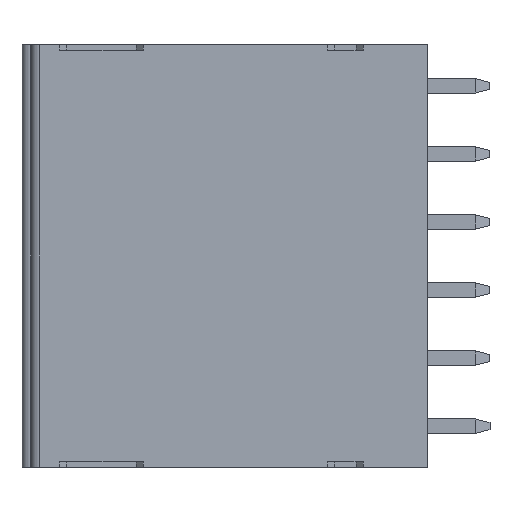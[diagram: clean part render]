
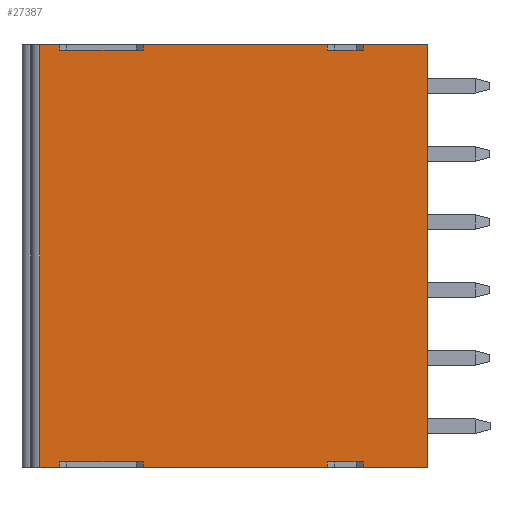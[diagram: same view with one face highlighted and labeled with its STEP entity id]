
A CAD part, front view. The second image highlights one B-rep face of the part: STEP entity #27387.
In plain terms, the highlighted planar face has unit normal (0, -1, 0).
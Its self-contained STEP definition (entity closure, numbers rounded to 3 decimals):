
#8305=DIRECTION('',(0.,0.,-1.));
#8306=VECTOR('',#8305,23.65);
#8307=CARTESIAN_POINT('',(-21.694,0.,-89.343));
#8308=LINE('',#8307,#8306);
#8313=DIRECTION('',(0.,0.,-1.));
#8314=VECTOR('',#8313,23.65);
#8315=CARTESIAN_POINT('',(0.006,0.,-89.343));
#8316=LINE('',#8315,#8314);
#8317=DIRECTION('',(-1.,0.,0.));
#8318=VECTOR('',#8317,3.6);
#8319=CARTESIAN_POINT('',(0.006,0.,
-112.993));
#8320=LINE('',#8319,#8318);
#8321=DIRECTION('',(0.,0.,1.));
#8322=VECTOR('',#8321,0.3);
#8323=CARTESIAN_POINT('',(-3.594,0.,
-112.993));
#8324=LINE('',#8323,#8322);
#8325=DIRECTION('',(-1.,0.,0.));
#8326=VECTOR('',#8325,10.3);
#8327=CARTESIAN_POINT('',(-5.594,0.,
-112.993));
#8328=LINE('',#8327,#8326);
#8329=DIRECTION('',(0.,0.,1.));
#8330=VECTOR('',#8329,0.3);
#8331=CARTESIAN_POINT('',(-15.894,0.,
-112.993));
#8332=LINE('',#8331,#8330);
#8333=DIRECTION('',(0.,0.,-1.));
#8334=VECTOR('',#8333,0.3);
#8335=CARTESIAN_POINT('',(-20.594,0.,
-112.693));
#8336=LINE('',#8335,#8334);
#8337=DIRECTION('',(-1.,0.,0.));
#8338=VECTOR('',#8337,1.1);
#8339=CARTESIAN_POINT('',(-20.594,0.,
-112.993));
#8340=LINE('',#8339,#8338);
#8341=DIRECTION('',(1.,0.,0.));
#8342=VECTOR('',#8341,1.1);
#8343=CARTESIAN_POINT('',(-21.694,0.,-89.343));
#8344=LINE('',#8343,#8342);
#8345=DIRECTION('',(1.,0.,0.));
#8346=VECTOR('',#8345,4.7);
#8347=CARTESIAN_POINT('',(-20.594,0.,
-89.643));
#8348=LINE('',#8347,#8346);
#8349=DIRECTION('',(1.,0.,0.));
#8350=VECTOR('',#8349,10.3);
#8351=CARTESIAN_POINT('',(-15.894,0.,-89.343));
#8352=LINE('',#8351,#8350);
#8353=DIRECTION('',(0.,0.,-1.));
#8354=VECTOR('',#8353,0.3);
#8355=CARTESIAN_POINT('',(-5.594,0.,-89.343));
#8356=LINE('',#8355,#8354);
#8357=DIRECTION('',(1.,0.,0.));
#8358=VECTOR('',#8357,2.);
#8359=CARTESIAN_POINT('',(-5.594,0.,
-89.643));
#8360=LINE('',#8359,#8358);
#8361=DIRECTION('',(1.,0.,0.));
#8362=VECTOR('',#8361,3.6);
#8363=CARTESIAN_POINT('',(-3.594,0.,
-89.343));
#8364=LINE('',#8363,#8362);
#8416=DIRECTION('',(0.,0.,1.));
#8417=VECTOR('',#8416,0.3);
#8418=CARTESIAN_POINT('',(-5.594,0.,
-112.993));
#8419=LINE('',#8418,#8417);
#8428=DIRECTION('',(1.,0.,0.));
#8429=VECTOR('',#8428,2.);
#8430=CARTESIAN_POINT('',(-5.594,0.,
-112.693));
#8431=LINE('',#8430,#8429);
#8452=DIRECTION('',(1.,0.,0.));
#8453=VECTOR('',#8452,4.7);
#8454=CARTESIAN_POINT('',(-20.594,0.,
-112.693));
#8455=LINE('',#8454,#8453);
#8515=DIRECTION('',(0.,0.,-1.));
#8516=VECTOR('',#8515,0.3);
#8517=CARTESIAN_POINT('',(-15.894,0.,-89.343));
#8518=LINE('',#8517,#8516);
#8531=DIRECTION('',(0.,0.,1.));
#8532=VECTOR('',#8531,0.3);
#8533=CARTESIAN_POINT('',(-20.594,0.,
-89.643));
#8534=LINE('',#8533,#8532);
#8547=DIRECTION('',(0.,0.,-1.));
#8548=VECTOR('',#8547,0.3);
#8549=CARTESIAN_POINT('',(-3.594,0.,
-89.343));
#8550=LINE('',#8549,#8548);
#11879=CARTESIAN_POINT('',(0.006,0.,-89.343));
#11881=VERTEX_POINT('',#11879);
#12317=CARTESIAN_POINT('',(-15.894,0.,-89.343));
#12318=CARTESIAN_POINT('',(-5.594,0.,-89.343));
#12319=VERTEX_POINT('',#12317);
#12320=VERTEX_POINT('',#12318);
#12325=CARTESIAN_POINT('',(-20.594,0.,-89.343));
#12326=VERTEX_POINT('',#12325);
#12327=CARTESIAN_POINT('',(-21.694,0.,-89.343));
#12328=VERTEX_POINT('',#12327);
#12335=CARTESIAN_POINT('',(-3.594,0.,
-89.343));
#12336=VERTEX_POINT('',#12335);
#12341=CARTESIAN_POINT('',(-20.594,0.,
-89.643));
#12342=VERTEX_POINT('',#12341);
#12343=CARTESIAN_POINT('',(-15.894,0.,
-89.643));
#12344=VERTEX_POINT('',#12343);
#12345=CARTESIAN_POINT('',(-5.594,0.,
-89.643));
#12346=VERTEX_POINT('',#12345);
#12347=CARTESIAN_POINT('',(-3.594,0.,
-89.643));
#12348=VERTEX_POINT('',#12347);
#12531=CARTESIAN_POINT('',(0.006,0.,
-112.993));
#12533=VERTEX_POINT('',#12531);
#12968=CARTESIAN_POINT('',(-3.594,0.,
-112.993));
#12969=VERTEX_POINT('',#12968);
#12970=CARTESIAN_POINT('',(-3.594,0.,
-112.693));
#12971=VERTEX_POINT('',#12970);
#12972=CARTESIAN_POINT('',(-5.594,0.,
-112.693));
#12973=VERTEX_POINT('',#12972);
#12974=CARTESIAN_POINT('',(-5.594,0.,
-112.993));
#12975=VERTEX_POINT('',#12974);
#12976=CARTESIAN_POINT('',(-15.894,0.,
-112.993));
#12977=VERTEX_POINT('',#12976);
#12978=CARTESIAN_POINT('',(-15.894,0.,
-112.693));
#12979=VERTEX_POINT('',#12978);
#12980=CARTESIAN_POINT('',(-20.594,0.,
-112.693));
#12981=VERTEX_POINT('',#12980);
#12982=CARTESIAN_POINT('',(-20.594,0.,
-112.993));
#12983=VERTEX_POINT('',#12982);
#12984=CARTESIAN_POINT('',(-21.694,0.,
-112.993));
#12985=VERTEX_POINT('',#12984);
#27342=CARTESIAN_POINT('',(0.006,0.,-101.168));
#27343=DIRECTION('',(0.,1.,0.));
#27344=DIRECTION('',(-1.,0.,0.));
#27345=AXIS2_PLACEMENT_3D('',#27342,#27343,#27344);
#27346=PLANE('',#27345);
#27347=ORIENTED_EDGE('',*,*,#15495,.T.);
#27349=ORIENTED_EDGE('',*,*,#27348,.T.);
#27351=ORIENTED_EDGE('',*,*,#27350,.T.);
#27353=ORIENTED_EDGE('',*,*,#27352,.F.);
#27355=ORIENTED_EDGE('',*,*,#27354,.F.);
#27357=ORIENTED_EDGE('',*,*,#27356,.T.);
#27359=ORIENTED_EDGE('',*,*,#27358,.T.);
#27361=ORIENTED_EDGE('',*,*,#27360,.F.);
#27363=ORIENTED_EDGE('',*,*,#27362,.T.);
#27365=ORIENTED_EDGE('',*,*,#27364,.T.);
#27366=ORIENTED_EDGE('',*,*,#27332,.F.);
#27368=ORIENTED_EDGE('',*,*,#27367,.T.);
#27370=ORIENTED_EDGE('',*,*,#27369,.F.);
#27372=ORIENTED_EDGE('',*,*,#27371,.T.);
#27374=ORIENTED_EDGE('',*,*,#27373,.F.);
#27376=ORIENTED_EDGE('',*,*,#27375,.T.);
#27378=ORIENTED_EDGE('',*,*,#27377,.T.);
#27380=ORIENTED_EDGE('',*,*,#27379,.T.);
#27382=ORIENTED_EDGE('',*,*,#27381,.F.);
#27384=ORIENTED_EDGE('',*,*,#27383,.T.);
#27385=EDGE_LOOP('',(#27347,#27349,#27351,#27353,#27355,#27357,#27359,#27361,
#27363,#27365,#27366,#27368,#27370,#27372,#27374,#27376,#27378,#27380,#27382,
#27384));
#27386=FACE_OUTER_BOUND('',#27385,.F.);
#27387=ADVANCED_FACE('',(#27386),#27346,.F.);
#15495=EDGE_CURVE('',#11881,#12533,#8316,.T.);
#27332=EDGE_CURVE('',#12328,#12985,#8308,.T.);
#27348=EDGE_CURVE('',#12533,#12969,#8320,.T.);
#27350=EDGE_CURVE('',#12969,#12971,#8324,.T.);
#27352=EDGE_CURVE('',#12973,#12971,#8431,.T.);
#27354=EDGE_CURVE('',#12975,#12973,#8419,.T.);
#27356=EDGE_CURVE('',#12975,#12977,#8328,.T.);
#27358=EDGE_CURVE('',#12977,#12979,#8332,.T.);
#27360=EDGE_CURVE('',#12981,#12979,#8455,.T.);
#27362=EDGE_CURVE('',#12981,#12983,#8336,.T.);
#27364=EDGE_CURVE('',#12983,#12985,#8340,.T.);
#27367=EDGE_CURVE('',#12328,#12326,#8344,.T.);
#27369=EDGE_CURVE('',#12342,#12326,#8534,.T.);
#27371=EDGE_CURVE('',#12342,#12344,#8348,.T.);
#27373=EDGE_CURVE('',#12319,#12344,#8518,.T.);
#27375=EDGE_CURVE('',#12319,#12320,#8352,.T.);
#27377=EDGE_CURVE('',#12320,#12346,#8356,.T.);
#27379=EDGE_CURVE('',#12346,#12348,#8360,.T.);
#27381=EDGE_CURVE('',#12336,#12348,#8550,.T.);
#27383=EDGE_CURVE('',#12336,#11881,#8364,.T.);
